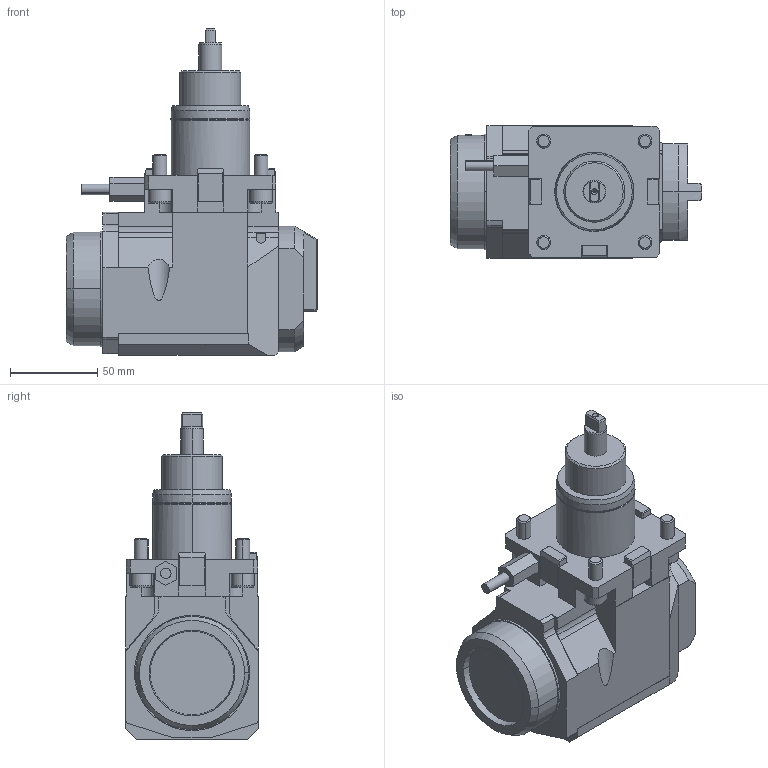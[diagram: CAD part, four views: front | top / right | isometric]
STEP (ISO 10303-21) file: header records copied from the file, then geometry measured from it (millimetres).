
FILE_DESCRIPTION(('HOOPS Exchange Step'),'2;1');
FILE_NAME('Modelcomposition.stp','2024-06-04T21:38:48+00:00',('toolarena-modelservice-ewspro'),('Unknown organisation'),'HOOPS Exchange 2021.2','HOOPS Exchange','Unknown authorisation');
FILE_SCHEMA( ('AP242_MANAGED_MODEL_BASED_3D_ENGINEERING_MIM_LF {1 0 10303 442 1 1 4 }') );
Length unit declared in the file: millimetre
Products named in the file (1): EWS_229231_DIN4003
Bounding box: 144 x 76 x 187 mm (x, y, z)
Volume: 882494.5 mm3; surface area: 70946.8 mm2
Topology: 1 solids, 1 shells, 274 faces, 718 edges, 452 vertices
Faces by surface type: plane 166, cylinder 66, cone 30, torus 12
Entity records: 8529 total; most frequent: CARTESIAN_POINT 1592, DIRECTION 1475, ORIENTED_EDGE 1432, EDGE_CURVE 716, AXIS2_PLACEMENT_3D 493, VECTOR 489, LINE 489, VERTEX_POINT 452
